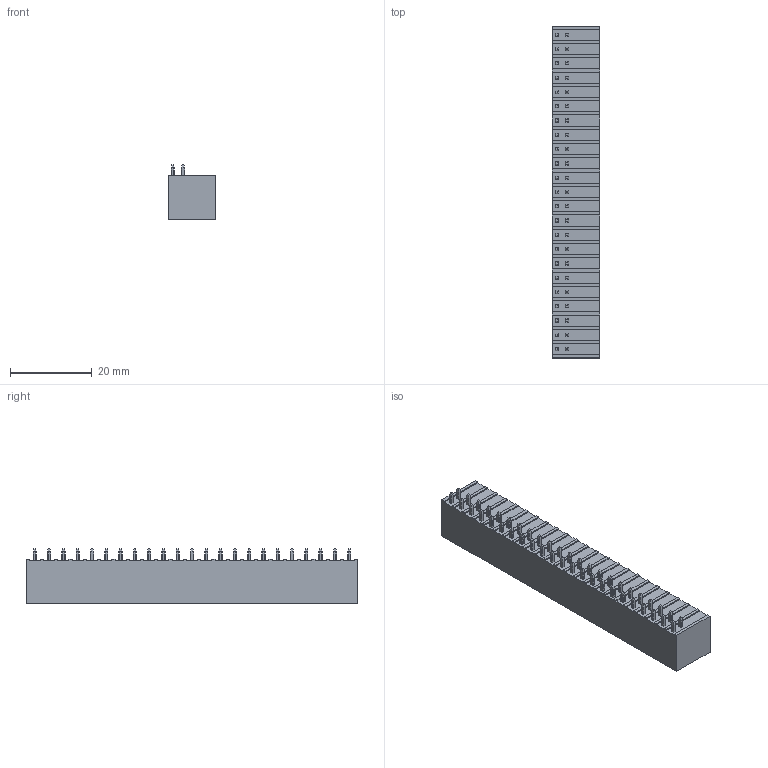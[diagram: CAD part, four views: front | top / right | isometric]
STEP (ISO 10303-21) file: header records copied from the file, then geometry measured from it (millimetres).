
FILE_DESCRIPTION((''),'2;1');
FILE_NAME('PRT0007','2024-11-18T09:58:03',('tluser'),(''),'CREO PARAMETRIC BY PTC INC, 2018100','CREO PARAMETRIC BY PTC INC, 2018100','');
FILE_SCHEMA(('CONFIG_CONTROL_DESIGN'));
Products named in the file (1): PRT0007
Bounding box: 11.6 x 81.3 x 13.4 mm (x, y, z)
Volume: 6847 mm3; surface area: 7584.1 mm2
Topology: 1 solids, 1 shells, 2084 faces, 5967 edges, 3978 vertices
Faces by surface type: plane 1379, cylinder 544, extrusion 161
Entity records: 69007 total; most frequent: CARTESIAN_POINT 15458, ORIENTED_EDGE 11934, DIRECTION 9866, EDGE_CURVE 5967, VECTOR 4350, LINE 4189, VERTEX_POINT 3978, AXIS2_PLACEMENT_3D 2758
